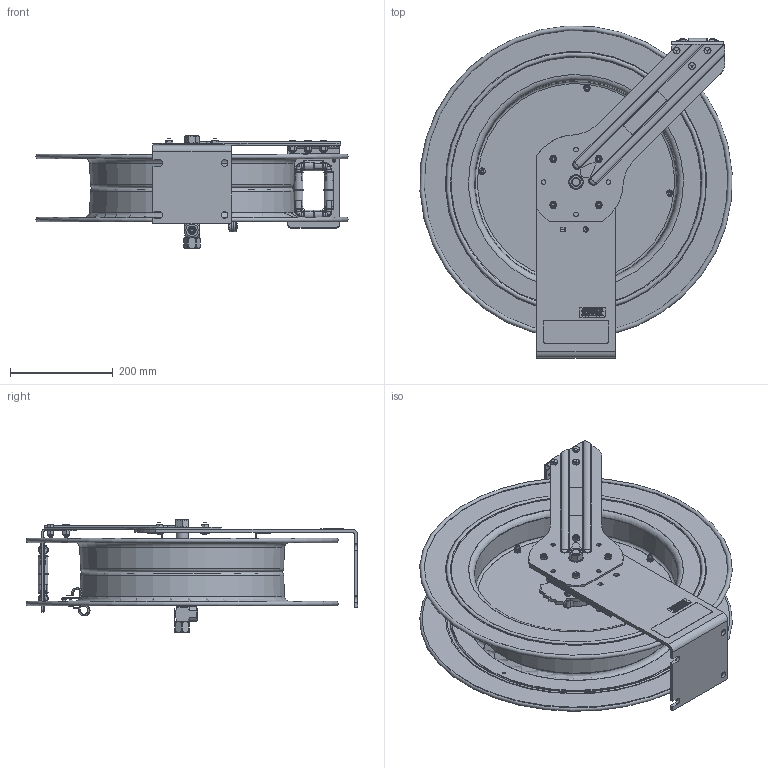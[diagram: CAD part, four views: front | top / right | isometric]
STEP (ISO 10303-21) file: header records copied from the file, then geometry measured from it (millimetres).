
FILE_DESCRIPTION(/* description */ (''),/* implementation_level */ '2;1');
FILE_NAME(/* name */ 'EZ-SH-3100_SHARED.stp',/* time_stamp */ '2020-01-20T10:46:22-07:00',/* author */ ('NMelton'),/* organization */ (''),/* preprocessor_version */ 'ST-DEVELOPER v17',/* originating_system */ 'Autodesk Inventor 2019',/* authorisation */ '');
FILE_SCHEMA (('AUTOMOTIVE_DESIGN { 1 0 10303 214 3 1 1 }'));
Products named in the file (1): EZ-SH-3100_SHARED
Bounding box: 608.57 x 647.18 x 219.46 mm (x, y, z)
Surface area: 1849996.1 mm2 (no closed solid volume)
Topology: 0 solids, 281 shells, 2429 faces, 12379 edges, 9975 vertices
Faces by surface type: plane 1317, cylinder 627, cone 198, bspline 178, torus 80, sphere 29
Full cylindrical faces by diameter (mm): 2.159 x2, 4.699 x4, 4.826 x2, 4.978 x1, 5.182 x4, 5.588 x11, 6.35 x13, 7.938 x3, 8.636 x7, 8.89 x2, 10.414 x1, 11.43 x3, 12.192 x7, 12.7 x2, 14.224 x1, 14.859 x1, 15.875 x1, 17.399 x1, 17.882 x1, 19.05 x7, 19.304 x1, 20.574 x1, 20.625 x1, 25.362 x1, 28.448 x1, 31.75 x1, 33.274 x1, 39.624 x1, 60.96 x1, 385.064 x1
Entity records: 132076 total; most frequent: CARTESIAN_POINT 39084, ORIENTED_EDGE 16654, DIRECTION 16450, EDGE_CURVE 12346, VERTEX_POINT 9975, LINE 6804, VECTOR 6804, AXIS2_PLACEMENT_3D 4823
